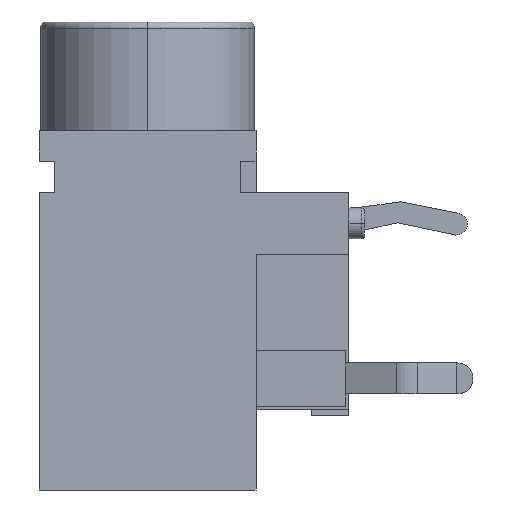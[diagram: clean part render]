
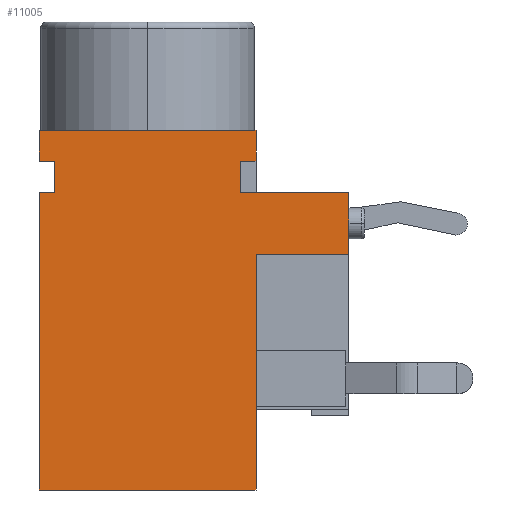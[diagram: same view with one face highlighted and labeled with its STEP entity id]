
A CAD part, left-side view. The second image highlights one B-rep face of the part: STEP entity #11005.
In plain terms, the highlighted planar face has unit normal (-1, 0, 0).
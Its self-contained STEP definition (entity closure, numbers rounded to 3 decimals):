
#31=DIRECTION('',(0.,-1.,0.));
#32=VECTOR('',#31,7.);
#33=CARTESIAN_POINT('',(-6.,10.,0.));
#34=LINE('',#33,#32);
#339=DIRECTION('',(0.,1.,0.));
#340=VECTOR('',#339,3.5);
#341=CARTESIAN_POINT('',(-6.,0.,-2.01));
#342=LINE('',#341,#340);
#2235=DIRECTION('',(0.,0.,1.));
#2236=VECTOR('',#2235,1.017);
#2237=CARTESIAN_POINT('',(-6.,9.5,-2.01));
#2238=LINE('',#2237,#2236);
#2239=DIRECTION('',(0.,-1.,0.));
#2240=VECTOR('',#2239,0.5);
#2241=CARTESIAN_POINT('',(-6.,10.,-0.993));
#2242=LINE('',#2241,#2240);
#2243=DIRECTION('',(0.,0.,-1.));
#2244=VECTOR('',#2243,0.993);
#2245=CARTESIAN_POINT('',(-6.,10.,0.));
#2246=LINE('',#2245,#2244);
#2247=DIRECTION('',(0.,0.,1.));
#2248=VECTOR('',#2247,0.993);
#2249=CARTESIAN_POINT('',(-6.,3.,-0.993));
#2250=LINE('',#2249,#2248);
#2251=DIRECTION('',(0.,-1.,0.));
#2252=VECTOR('',#2251,0.5);
#2253=CARTESIAN_POINT('',(-6.,3.5,-0.993));
#2254=LINE('',#2253,#2252);
#2255=DIRECTION('',(0.,0.,1.));
#2256=VECTOR('',#2255,1.017);
#2257=CARTESIAN_POINT('',(-6.,3.5,-2.01));
#2258=LINE('',#2257,#2256);
#2259=DIRECTION('',(0.,1.,0.));
#2260=VECTOR('',#2259,3.);
#2261=CARTESIAN_POINT('',(-6.,0.,-3.995));
#2262=LINE('',#2261,#2260);
#2263=DIRECTION('',(0.,0.,1.));
#2264=VECTOR('',#2263,7.605);
#2265=CARTESIAN_POINT('',(-6.,3.,-11.6));
#2266=LINE('',#2265,#2264);
#2267=DIRECTION('',(0.,0.,-1.));
#2268=VECTOR('',#2267,9.59);
#2269=CARTESIAN_POINT('',(-6.,10.,-2.01));
#2270=LINE('',#2269,#2268);
#2271=DIRECTION('',(0.,-1.,0.));
#2272=VECTOR('',#2271,0.5);
#2273=CARTESIAN_POINT('',(-6.,10.,-2.01));
#2274=LINE('',#2273,#2272);
#2327=DIRECTION('',(0.,0.,-1.));
#2328=VECTOR('',#2327,1.986);
#2329=CARTESIAN_POINT('',(-6.,0.,-2.01));
#2330=LINE('',#2329,#2328);
#2729=DIRECTION('',(0.,-1.,0.));
#2730=VECTOR('',#2729,7.);
#2731=CARTESIAN_POINT('',(-6.,10.,-11.6));
#2732=LINE('',#2731,#2730);
#7118=CARTESIAN_POINT('',(-6.,10.,0.));
#7120=VERTEX_POINT('',#7118);
#7161=CARTESIAN_POINT('',(-6.,3.,0.));
#7163=VERTEX_POINT('',#7161);
#7183=CARTESIAN_POINT('',(-6.,0.,-3.995));
#7184=VERTEX_POINT('',#7183);
#7189=CARTESIAN_POINT('',(-6.,3.,-11.6));
#7190=CARTESIAN_POINT('',(-6.,3.,-3.995));
#7191=VERTEX_POINT('',#7189);
#7192=VERTEX_POINT('',#7190);
#7195=CARTESIAN_POINT('',(-6.,10.,-11.6));
#7196=VERTEX_POINT('',#7195);
#7197=CARTESIAN_POINT('',(-6.,0.,-2.01));
#7198=VERTEX_POINT('',#7197);
#7255=CARTESIAN_POINT('',(-6.,3.5,-2.01));
#7256=CARTESIAN_POINT('',(-6.,3.5,-0.993));
#7257=VERTEX_POINT('',#7255);
#7258=VERTEX_POINT('',#7256);
#7259=CARTESIAN_POINT('',(-6.,3.,-0.993));
#7260=VERTEX_POINT('',#7259);
#7285=CARTESIAN_POINT('',(-6.,10.,-2.01));
#7286=VERTEX_POINT('',#7285);
#7287=CARTESIAN_POINT('',(-6.,10.,-0.993));
#7288=VERTEX_POINT('',#7287);
#7297=CARTESIAN_POINT('',(-6.,9.5,-2.01));
#7298=CARTESIAN_POINT('',(-6.,9.5,-0.993));
#7299=VERTEX_POINT('',#7297);
#7300=VERTEX_POINT('',#7298);
#10978=CARTESIAN_POINT('',(-6.,10.,0.));
#10979=DIRECTION('',(-1.,0.,0.));
#10980=DIRECTION('',(0.,-1.,0.));
#10981=AXIS2_PLACEMENT_3D('',#10978,#10979,#10980);
#10982=PLANE('',#10981);
#10983=ORIENTED_EDGE('',*,*,#9934,.T.);
#10984=ORIENTED_EDGE('',*,*,#10972,.F.);
#10985=ORIENTED_EDGE('',*,*,#9966,.F.);
#10986=ORIENTED_EDGE('',*,*,#9457,.T.);
#10987=ORIENTED_EDGE('',*,*,#9697,.F.);
#10989=ORIENTED_EDGE('',*,*,#10988,.F.);
#10991=ORIENTED_EDGE('',*,*,#10990,.F.);
#10992=ORIENTED_EDGE('',*,*,#9844,.F.);
#10994=ORIENTED_EDGE('',*,*,#10993,.T.);
#10996=ORIENTED_EDGE('',*,*,#10995,.T.);
#10997=ORIENTED_EDGE('',*,*,#9730,.F.);
#10999=ORIENTED_EDGE('',*,*,#10998,.F.);
#11000=ORIENTED_EDGE('',*,*,#9995,.F.);
#11002=ORIENTED_EDGE('',*,*,#11001,.T.);
#11003=EDGE_LOOP('',(#10983,#10984,#10985,#10986,#10987,#10989,#10991,#10992,
#10994,#10996,#10997,#10999,#11000,#11002));
#11004=FACE_OUTER_BOUND('',#11003,.F.);
#9457=EDGE_CURVE('',#7120,#7163,#34,.T.);
#9697=EDGE_CURVE('',#7260,#7163,#2250,.T.);
#9730=EDGE_CURVE('',#7191,#7192,#2266,.T.);
#9844=EDGE_CURVE('',#7198,#7257,#342,.T.);
#9934=EDGE_CURVE('',#7299,#7300,#2238,.T.);
#9966=EDGE_CURVE('',#7120,#7288,#2246,.T.);
#9995=EDGE_CURVE('',#7286,#7196,#2270,.T.);
#10972=EDGE_CURVE('',#7288,#7300,#2242,.T.);
#10988=EDGE_CURVE('',#7258,#7260,#2254,.T.);
#10990=EDGE_CURVE('',#7257,#7258,#2258,.T.);
#10993=EDGE_CURVE('',#7198,#7184,#2330,.T.);
#10995=EDGE_CURVE('',#7184,#7192,#2262,.T.);
#10998=EDGE_CURVE('',#7196,#7191,#2732,.T.);
#11001=EDGE_CURVE('',#7286,#7299,#2274,.T.);
#11005=ADVANCED_FACE('',(#11004),#10982,.T.);
